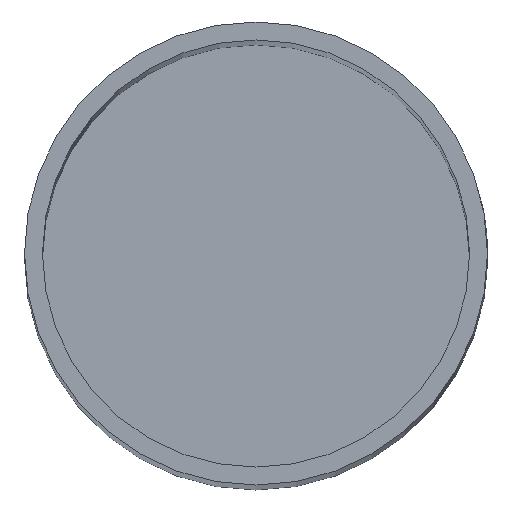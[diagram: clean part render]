
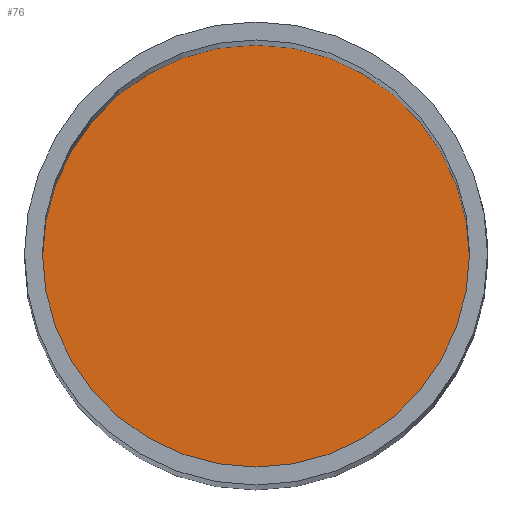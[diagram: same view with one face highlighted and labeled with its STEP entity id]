
A CAD part, top view. The second image highlights one B-rep face of the part: STEP entity #76.
In plain terms, the highlighted planar face has unit normal (0, 0, 1).
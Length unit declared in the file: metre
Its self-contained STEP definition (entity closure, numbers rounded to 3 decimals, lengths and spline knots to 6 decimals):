
#14=PLANE('',#99);
#26=ORIENTED_EDGE('',*,*,#32,.T.);
#32=EDGE_CURVE('',#38,#38,#43,.T.);
#38=VERTEX_POINT('',#143);
#43=CIRCLE('',#95,0.0095);
#54=EDGE_LOOP('',(#26));
#66=FACE_BOUND('',#54,.T.);
#76=ADVANCED_FACE('',(#66),#14,.T.);
#95=AXIS2_PLACEMENT_3D('',#142,#111,#112);
#99=AXIS2_PLACEMENT_3D('',#160,#119,#120);
#111=DIRECTION('',(0.,0.,1.));
#112=DIRECTION('',(1.,0.,0.));
#119=DIRECTION('',(0.,0.,1.));
#120=DIRECTION('',(1.,0.,0.));
#142=CARTESIAN_POINT('',(0.,0.,0.0012));
#143=CARTESIAN_POINT('',(0.0095,0.,0.0012));
#160=CARTESIAN_POINT('',(0.,0.,0.0012));
